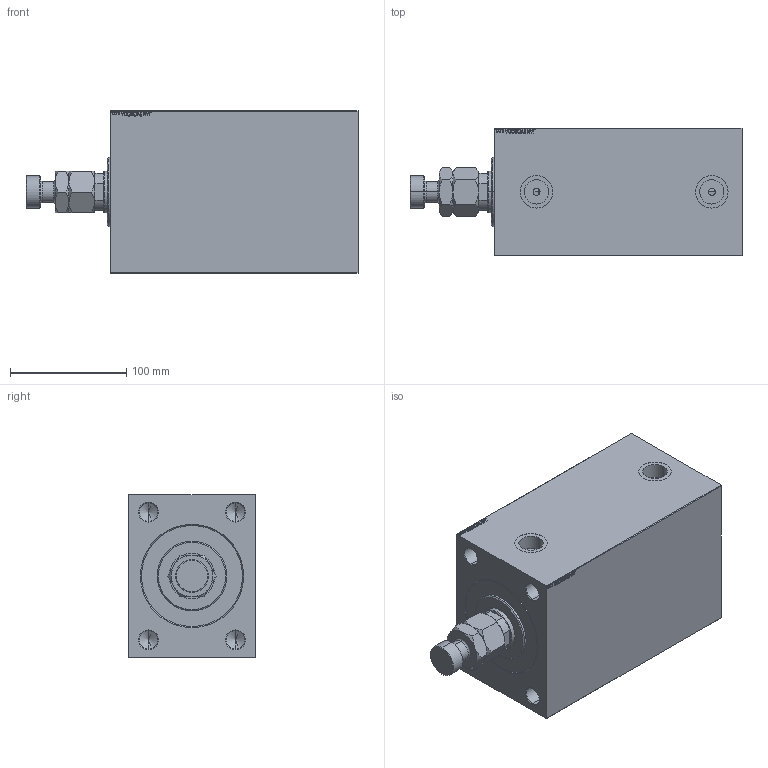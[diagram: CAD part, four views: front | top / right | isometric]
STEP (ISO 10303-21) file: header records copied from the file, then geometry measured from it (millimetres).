
FILE_DESCRIPTION (( 'STEP AP203' ), '1' );
FILE_NAME ('bb8f.STEP', '2021-03-18T16:38:35', ( '' ), ( '' ), 'SwSTEP 2.0', 'SolidWorks 2019', '' );
FILE_SCHEMA (( 'CONFIG_CONTROL_DESIGN' ));
Length unit declared in the file: millimetre
Products named in the file (5): V450CM_VC_B 1eef7a6c6cd752ed74bb2c7805c87243; V450CM_B_VCP 1eef7a6c6cd752ed74bb2c7805c87243; V450CM_B 1eef7a6c6cd752ed74bb2c7805c87243; MFA 1eef7a6c6cd752ed74bb2c7805c87243; bb8f
Assembly tree (4 placements, depth 2):
  bb8f
    V450CM_B 1eef7a6c6cd752ed74bb2c7805c87243
    V450CM_B_VCP 1eef7a6c6cd752ed74bb2c7805c87243
    V450CM_VC_B 1eef7a6c6cd752ed74bb2c7805c87243
    MFA 1eef7a6c6cd752ed74bb2c7805c87243
Bounding box: 286 x 110 x 140 mm (x, y, z)
Volume: 2777337.7 mm3; surface area: 276374.3 mm2
Topology: 4 solids, 4 shells, 950 faces, 2406 edges, 1563 vertices
Faces by surface type: plane 422, bspline 380, cone 74, cylinder 70, torus 4
Entity records: 46773 total; most frequent: CARTESIAN_POINT 26044, ORIENTED_EDGE 4776, DIRECTION 2908, EDGE_CURVE 2388, VERTEX_POINT 1563, LINE 1366, VECTOR 1366, EDGE_LOOP 1077
